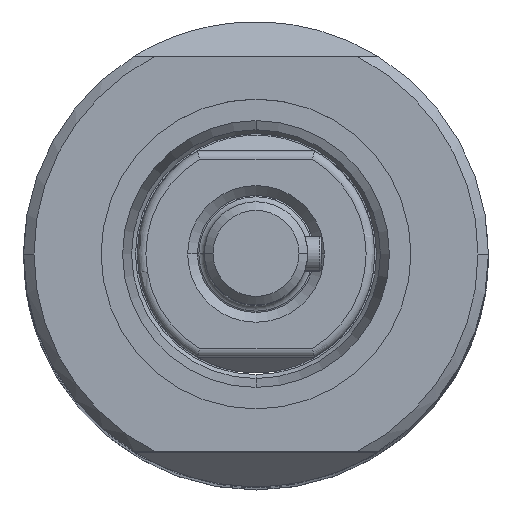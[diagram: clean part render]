
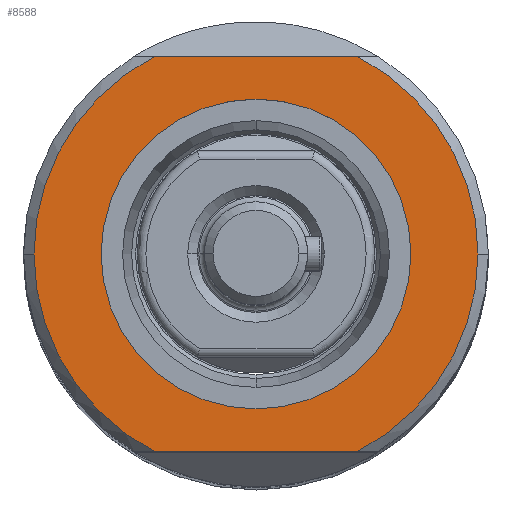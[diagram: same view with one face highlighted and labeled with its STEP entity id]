
A CAD part, top view. The second image highlights one B-rep face of the part: STEP entity #8588.
In plain terms, the highlighted planar face has unit normal (0, 0, 1).
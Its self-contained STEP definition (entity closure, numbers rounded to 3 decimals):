
#7774=CARTESIAN_POINT('',(0.,0.,29.8));
#7775=DIRECTION('',(0.,0.,-1.));
#7776=DIRECTION('',(-1.,0.,0.));
#7777=AXIS2_PLACEMENT_3D('',#7774,#7775,#7776);
#7782=CARTESIAN_POINT('',(0.,0.,29.8));
#7783=DIRECTION('',(0.,0.,-1.));
#7784=DIRECTION('',(1.,0.,0.));
#7785=AXIS2_PLACEMENT_3D('',#7782,#7783,#7784);
#7790=DIRECTION('',(1.,0.,0.));
#7791=VECTOR('',#7790,11.689);
#7792=CARTESIAN_POINT('',(-5.845,11.5,29.8));
#7793=LINE('',#7792,#7791);
#7797=DIRECTION('',(1.,0.,0.));
#7798=VECTOR('',#7797,11.689);
#7799=CARTESIAN_POINT('',(-5.845,-11.5,29.8));
#7800=LINE('',#7799,#7798);
#8241=CARTESIAN_POINT('',(0.,0.,29.8));
#8242=DIRECTION('',(0.,0.,1.));
#8243=DIRECTION('',(-0.453,0.891,0.));
#8244=AXIS2_PLACEMENT_3D('',#8241,#8242,#8243);
#8274=CARTESIAN_POINT('',(0.,0.,29.8));
#8275=DIRECTION('',(0.,0.,1.));
#8276=DIRECTION('',(-1.,0.,0.));
#8277=AXIS2_PLACEMENT_3D('',#8274,#8275,#8276);
#8300=CARTESIAN_POINT('',(0.,0.,29.8));
#8301=DIRECTION('',(0.,0.,1.));
#8302=DIRECTION('',(1.,0.,0.));
#8303=AXIS2_PLACEMENT_3D('',#8300,#8301,#8302);
#8333=CARTESIAN_POINT('',(0.,0.,29.8));
#8334=DIRECTION('',(0.,0.,1.));
#8335=DIRECTION('',(0.453,-0.891,0.));
#8336=AXIS2_PLACEMENT_3D('',#8333,#8334,#8335);
#8401=CARTESIAN_POINT('',(-9.,0.,29.8));
#8402=CARTESIAN_POINT('',(9.,0.,29.8));
#8403=VERTEX_POINT('',#8401);
#8404=VERTEX_POINT('',#8402);
#8411=CARTESIAN_POINT('',(5.845,-11.5,29.8));
#8412=CARTESIAN_POINT('',(12.9,0.,29.8));
#8413=VERTEX_POINT('',#8411);
#8414=VERTEX_POINT('',#8412);
#8419=CARTESIAN_POINT('',(5.845,11.5,29.8));
#8420=VERTEX_POINT('',#8419);
#8423=CARTESIAN_POINT('',(-12.9,0.,29.8));
#8424=CARTESIAN_POINT('',(-5.845,-11.5,29.8));
#8425=VERTEX_POINT('',#8423);
#8426=VERTEX_POINT('',#8424);
#8431=CARTESIAN_POINT('',(-5.845,11.5,29.8));
#8432=VERTEX_POINT('',#8431);
#8564=CARTESIAN_POINT('',(0.,0.,29.8));
#8565=DIRECTION('',(0.,0.,1.));
#8566=DIRECTION('',(1.,0.,0.));
#8567=AXIS2_PLACEMENT_3D('',#8564,#8565,#8566);
#8568=PLANE('',#8567);
#8570=ORIENTED_EDGE('',*,*,#8569,.T.);
#8572=ORIENTED_EDGE('',*,*,#8571,.F.);
#8574=ORIENTED_EDGE('',*,*,#8573,.F.);
#8575=ORIENTED_EDGE('',*,*,#8552,.F.);
#8577=ORIENTED_EDGE('',*,*,#8576,.F.);
#8579=ORIENTED_EDGE('',*,*,#8578,.F.);
#8580=EDGE_LOOP('',(#8570,#8572,#8574,#8575,#8577,#8579));
#8581=FACE_OUTER_BOUND('',#8580,.F.);
#8583=ORIENTED_EDGE('',*,*,#8582,.F.);
#8585=ORIENTED_EDGE('',*,*,#8584,.F.);
#8586=EDGE_LOOP('',(#8583,#8585));
#8587=FACE_BOUND('',#8586,.F.);
#8588=ADVANCED_FACE('',(#8581,#8587),#8568,.T.);
#7778=CIRCLE('',#7777,9.);
#7786=CIRCLE('',#7785,9.);
#8245=CIRCLE('',#8244,12.9);
#8278=CIRCLE('',#8277,12.9);
#8304=CIRCLE('',#8303,12.9);
#8337=CIRCLE('',#8336,12.9);
#8552=EDGE_CURVE('',#8426,#8413,#7800,.T.);
#8569=EDGE_CURVE('',#8432,#8420,#7793,.T.);
#8571=EDGE_CURVE('',#8414,#8420,#8304,.T.);
#8573=EDGE_CURVE('',#8413,#8414,#8337,.T.);
#8576=EDGE_CURVE('',#8425,#8426,#8278,.T.);
#8578=EDGE_CURVE('',#8432,#8425,#8245,.T.);
#8582=EDGE_CURVE('',#8403,#8404,#7778,.T.);
#8584=EDGE_CURVE('',#8404,#8403,#7786,.T.);
